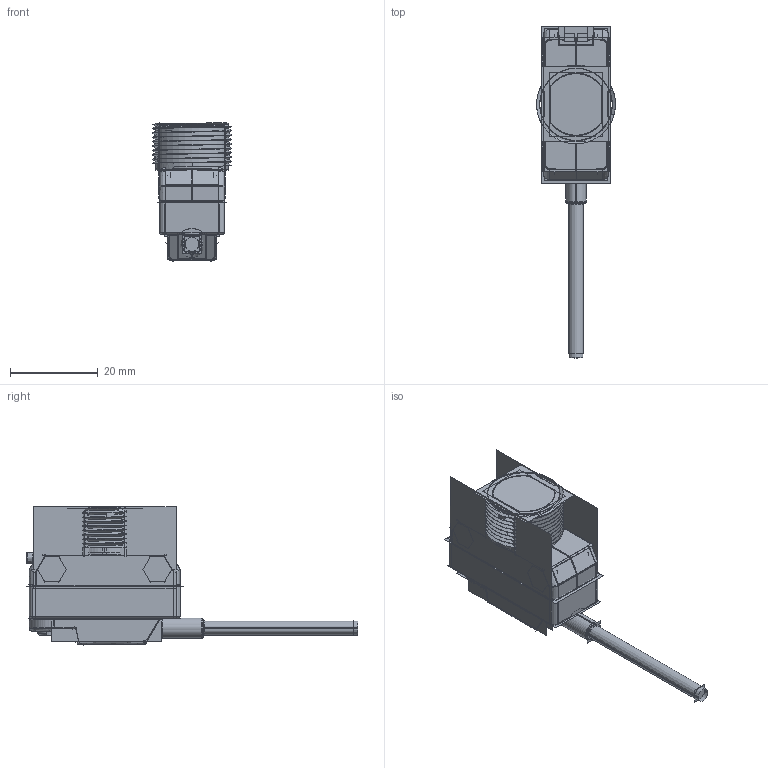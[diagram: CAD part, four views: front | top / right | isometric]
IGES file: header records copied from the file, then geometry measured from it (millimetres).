
Start section:  PTC IGES file: 198356.igs
Global section: file name: 198356.igs; native system: Creo Parametric by PTC Inc.; preprocessor: 2016260; author: PDMAdmin; organization: Unknown; date: 20170627.131246; units: millimetre
Bounding box: 18 x 75.81 x 31.74 mm (x, y, z)
Volume: 6482.1 mm3; surface area: 71244.3 mm2
Topology: 11 solids, 13 shells, 3052 faces, 15082 edges, 18689 vertices
Faces by surface type: bspline 1856, revolution 1192, extrusion 4
